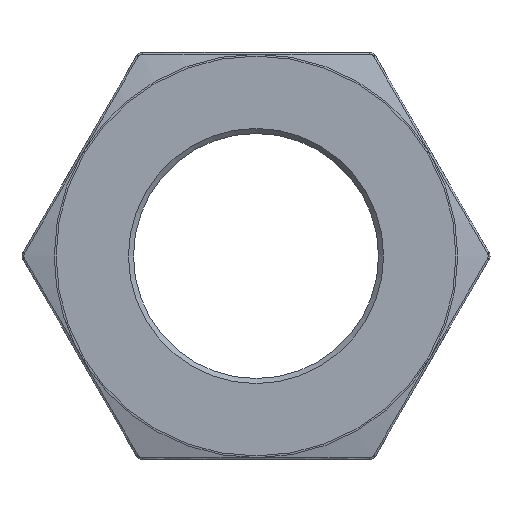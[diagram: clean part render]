
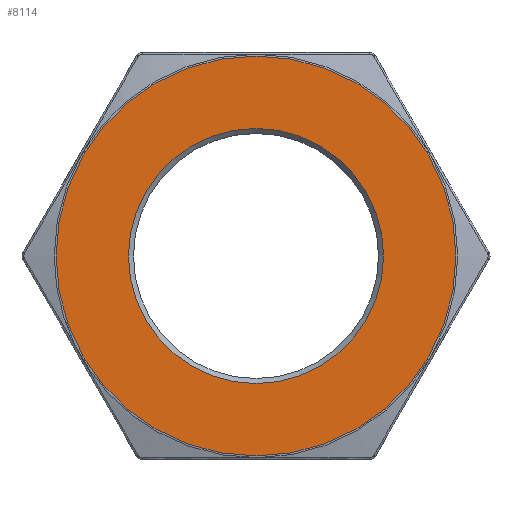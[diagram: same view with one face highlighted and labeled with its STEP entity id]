
A CAD part, left-side view. The second image highlights one B-rep face of the part: STEP entity #8114.
In plain terms, the highlighted planar face has unit normal (-1, 0, 0).
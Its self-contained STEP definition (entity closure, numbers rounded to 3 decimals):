
#870 = CARTESIAN_POINT ( 'NONE',  ( 0., 0., 0. ) ) ;
#917 = CARTESIAN_POINT ( 'NONE',  ( 0., 58.937, 0. ) ) ;
#1058 = VERTEX_POINT ( 'NONE', #917 ) ;
#3308 = FACE_OUTER_BOUND ( 'NONE', #4572, .T. ) ;
#3894 = CARTESIAN_POINT ( 'NONE',  ( 0., 0., 0. ) ) ;
#4327 = FACE_BOUND ( 'NONE', #5731, .T. ) ;
#4572 = EDGE_LOOP ( 'NONE', ( #5156 ) ) ;
#5156 = ORIENTED_EDGE ( 'NONE', *, *, #13795, .T. ) ;
#5731 = EDGE_LOOP ( 'NONE', ( #6904 ) ) ;
#5888 = CARTESIAN_POINT ( 'NONE',  ( 0., 0., 0. ) ) ;
#6159 = AXIS2_PLACEMENT_3D ( 'NONE', #3894, #9581, #11906 ) ;
#6904 = ORIENTED_EDGE ( 'NONE', *, *, #8600, .F. ) ;
#8114 = ADVANCED_FACE ( 'NONE', ( #3308, #4327 ), #13662, .F. ) ;
#8600 = EDGE_CURVE ( 'NONE', #12550, #12550, #13811, .T. ) ;
#9549 = AXIS2_PLACEMENT_3D ( 'NONE', #870, #12504, #11490 ) ;
#9581 = DIRECTION ( 'NONE',  ( -1., 0., 0. ) ) ;
#10171 = AXIS2_PLACEMENT_3D ( 'NONE', #5888, #14091, #14543 ) ;
#10913 = CIRCLE ( 'NONE', #10171, 58.937 ) ;
#11393 = CARTESIAN_POINT ( 'NONE',  ( 0., 0., 37.592 ) ) ;
#11490 = DIRECTION ( 'NONE',  ( 0., 1., 0. ) ) ;
#11906 = DIRECTION ( 'NONE',  ( 0., 0., 1. ) ) ;
#12504 = DIRECTION ( 'NONE',  ( 1., 0., 0. ) ) ;
#12550 = VERTEX_POINT ( 'NONE', #11393 ) ;
#13662 = PLANE ( 'NONE',  #9549 ) ;
#13795 = EDGE_CURVE ( 'NONE', #1058, #1058, #10913, .T. ) ;
#13811 = CIRCLE ( 'NONE', #6159, 37.592 ) ;
#14091 = DIRECTION ( 'NONE',  ( -1., 0., 0. ) ) ;
#14543 = DIRECTION ( 'NONE',  ( 0., 1., 0. ) ) ;
